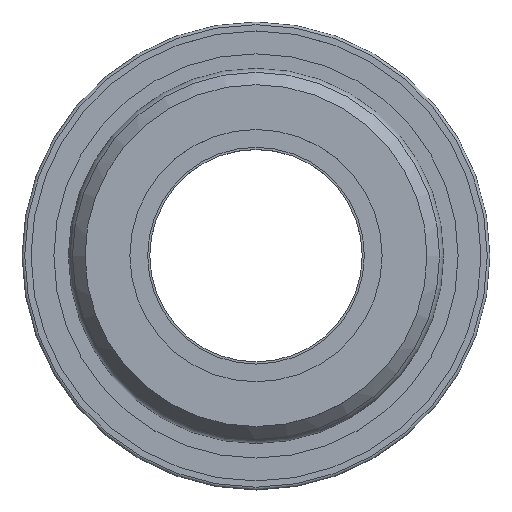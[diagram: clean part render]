
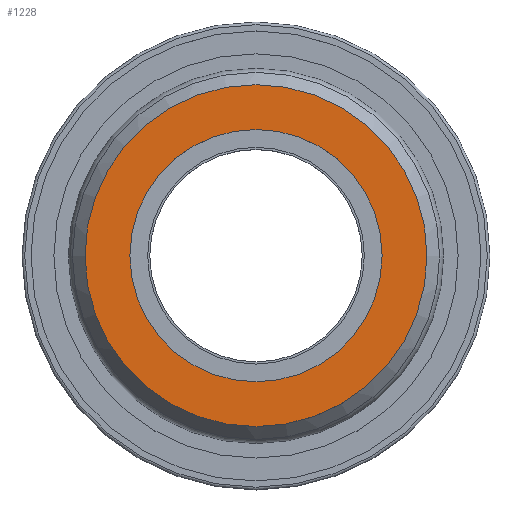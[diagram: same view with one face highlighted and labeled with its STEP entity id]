
A CAD part, top view. The second image highlights one B-rep face of the part: STEP entity #1228.
In plain terms, the highlighted planar face has unit normal (0, 0, 1).
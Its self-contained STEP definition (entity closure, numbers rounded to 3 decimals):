
#74 = AXIS2_PLACEMENT_3D ( 'NONE', #513, #1134, #1493 ) ;
#77 = AXIS2_PLACEMENT_3D ( 'NONE', #613, #1463, #730 ) ;
#100 = FACE_BOUND ( 'NONE', #292, .T. ) ;
#115 = ORIENTED_EDGE ( 'NONE', *, *, #1229, .T. ) ;
#131 = CARTESIAN_POINT ( 'NONE',  ( 0., 47.5, 62.9 ) ) ;
#292 = EDGE_LOOP ( 'NONE', ( #911 ) ) ;
#298 = AXIS2_PLACEMENT_3D ( 'NONE', #497, #357, #855 ) ;
#357 = DIRECTION ( 'NONE',  ( 0., 0., 1. ) ) ;
#402 = VERTEX_POINT ( 'NONE', #131 ) ;
#432 = VERTEX_POINT ( 'NONE', #747 ) ;
#478 = PLANE ( 'NONE',  #298 ) ;
#497 = CARTESIAN_POINT ( 'NONE',  ( -35.05, 0., 62.9 ) ) ;
#513 = CARTESIAN_POINT ( 'NONE',  ( 0., 0., 62.9 ) ) ;
#613 = CARTESIAN_POINT ( 'NONE',  ( 0., 0., 62.9 ) ) ;
#653 = CIRCLE ( 'NONE', #74, 35.05 ) ;
#730 = DIRECTION ( 'NONE',  ( 0., 1., 0. ) ) ;
#747 = CARTESIAN_POINT ( 'NONE',  ( 0., 35.05, 62.9 ) ) ;
#855 = DIRECTION ( 'NONE',  ( 0., 1., 0. ) ) ;
#911 = ORIENTED_EDGE ( 'NONE', *, *, #1514, .F. ) ;
#1012 = FACE_OUTER_BOUND ( 'NONE', #1047, .T. ) ;
#1047 = EDGE_LOOP ( 'NONE', ( #115 ) ) ;
#1134 = DIRECTION ( 'NONE',  ( 0., 0., 1. ) ) ;
#1228 = ADVANCED_FACE ( 'NONE', ( #1012, #100 ), #478, .T. ) ;
#1229 = EDGE_CURVE ( 'NONE', #402, #402, #1439, .T. ) ;
#1439 = CIRCLE ( 'NONE', #77, 47.5 ) ;
#1463 = DIRECTION ( 'NONE',  ( 0., 0., 1. ) ) ;
#1493 = DIRECTION ( 'NONE',  ( 0., 1., 0. ) ) ;
#1514 = EDGE_CURVE ( 'NONE', #432, #432, #653, .T. ) ;
